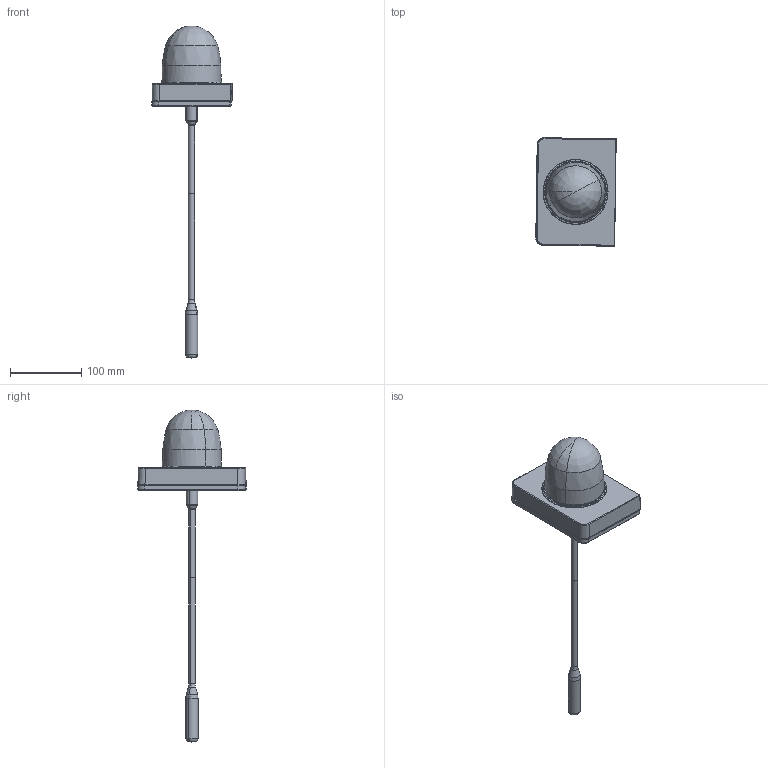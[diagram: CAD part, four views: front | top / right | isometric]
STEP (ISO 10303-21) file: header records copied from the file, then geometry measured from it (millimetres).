
FILE_DESCRIPTION(('CAx-IF Rec.Pracs.---Model Styling and Organization---1.2---2011-12-15','CAx-IF Rec.Pracs.---Geometric and Assembly Validation Properties---4.1---2014-06-16','CAx-IF Rec.Pracs.---PMI Polyline Presentation---2.0---2013-05-24'),'2;1');
FILE_NAME('1000104900_PPA_000.stp','2022-02-15T06:37:45+01:00',(''),(''),'STEP Interface 4.3 by CT CoreTechnologie','3D_Evolution4.3 by CT CoreTechnologie','');
FILE_SCHEMA(('AP203_CONFIGURATION_CONTROLLED_3D_DESIGN_OF_MECHANICAL_PARTS_AND_ASSEMBLIES_MIM_LF'));
Length unit declared in the file: millimetre
Products named in the file (1): P_2 WC-Buerste kpl. Citterio Univ. 1000104900_PPA_000_A0
Bounding box: 112.57 x 151.92 x 464.8 mm (x, y, z)
Volume: 612608.3 mm3; surface area: 157823.8 mm2
Topology: 1 solids, 6 shells, 644 faces, 1573 edges, 898 vertices
Faces by surface type: bspline 402, cylinder 151, plane 91
Entity records: 81980 total; most frequent: CARTESIAN_POINT 61489, ORIENTED_EDGE 3078, DIRECTION 2669, EDGE_CURVE 1539, AXIS2_PLACEMENT_3D 1087, VERTEX_POINT 898, CIRCLE 844, EDGE_LOOP 669
